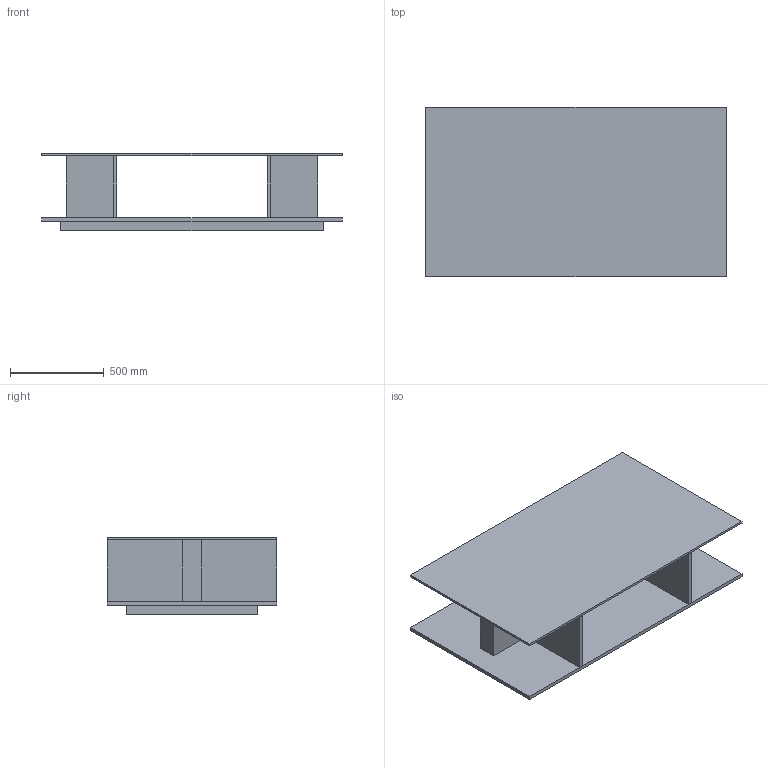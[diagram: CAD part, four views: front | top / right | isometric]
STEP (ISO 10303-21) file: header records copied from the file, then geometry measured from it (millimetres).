
FILE_DESCRIPTION(/* description */ (''),/* implementation_level */ '2;1');
FILE_NAME(/* name */ '9800 Ala tavolino',/* time_stamp */ '2015-04-28T10:49:25+02:00',/* author */ (''),/* organization */ (''),/* preprocessor_version */ 'ST-DEVELOPER v10',/* originating_system */ '',/* authorisation */ '');
FILE_SCHEMA (('CONFIG_CONTROL_DESIGN'));
Length unit declared in the file: millimetre
Products named in the file (1): 1
Bounding box: 1600 x 900 x 412 mm (x, y, z)
Volume: 123757000 mm3; surface area: 9940860 mm2
Topology: 7 solids, 7 shells, 42 faces, 84 edges, 56 vertices
Faces by surface type: bspline 42
Entity records: 1058 total; most frequent: CARTESIAN_POINT 394, ORIENTED_EDGE 168, EDGE_CURVE 84, B_SPLINE_CURVE_WITH_KNOTS 84, VERTEX_POINT 56, ADVANCED_FACE 42, FACE_OUTER_BOUND 42, EDGE_LOOP 42
